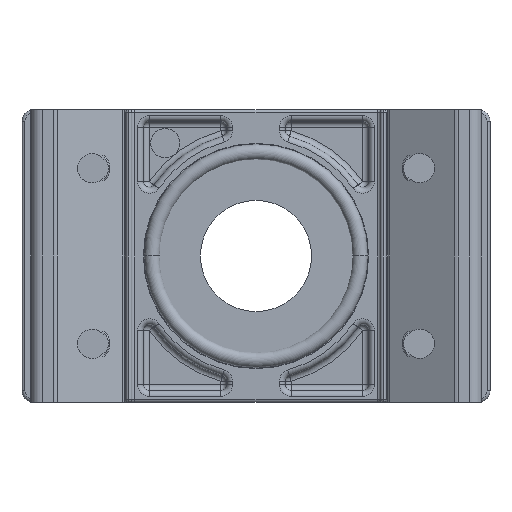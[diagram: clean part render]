
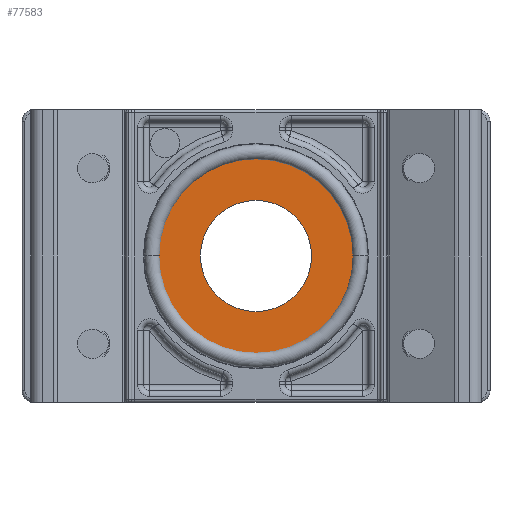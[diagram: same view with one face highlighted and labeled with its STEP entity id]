
A CAD part, front view. The second image highlights one B-rep face of the part: STEP entity #77583.
In plain terms, the highlighted planar face has unit normal (0, -1, 0).
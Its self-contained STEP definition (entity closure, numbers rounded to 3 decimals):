
#3594 = CARTESIAN_POINT ( 'NONE',  ( 0., -20., -16.75 ) ) ;
#3943 = DIRECTION ( 'NONE',  ( -1., 0., 0. ) ) ;
#6355 = AXIS2_PLACEMENT_3D ( 'NONE', #63070, #42763, #69924 ) ;
#8977 = EDGE_LOOP ( 'NONE', ( #31797, #74791 ) ) ;
#10759 = PLANE ( 'NONE',  #59483 ) ;
#16817 = CARTESIAN_POINT ( 'NONE',  ( 0., -20., 16.75 ) ) ;
#18626 = EDGE_LOOP ( 'NONE', ( #63839, #44679 ) ) ;
#20072 = CIRCLE ( 'NONE', #6355, 9.5 ) ;
#20914 = VERTEX_POINT ( 'NONE', #3594 ) ;
#22511 = CARTESIAN_POINT ( 'NONE',  ( 0., -20., 9.5 ) ) ;
#24064 = EDGE_CURVE ( 'NONE', #31722, #20914, #42420, .T. ) ;
#28085 = CIRCLE ( 'NONE', #62234, 16.75 ) ;
#30385 = FACE_BOUND ( 'NONE', #8977, .T. ) ;
#31722 = VERTEX_POINT ( 'NONE', #16817 ) ;
#31797 = ORIENTED_EDGE ( 'NONE', *, *, #66914, .T. ) ;
#32187 = DIRECTION ( 'NONE',  ( 0., 0., -1. ) ) ;
#38425 = EDGE_CURVE ( 'NONE', #20914, #31722, #28085, .T. ) ;
#38434 = CARTESIAN_POINT ( 'NONE',  ( 0., -20., 0. ) ) ;
#38706 = DIRECTION ( 'NONE',  ( 0., 1., 0. ) ) ;
#42420 = CIRCLE ( 'NONE', #51452, 16.75 ) ;
#42653 = DIRECTION ( 'NONE',  ( -1., 0., 0. ) ) ;
#42763 = DIRECTION ( 'NONE',  ( 0., 1., 0. ) ) ;
#43258 = CARTESIAN_POINT ( 'NONE',  ( 0., -20., -9.5 ) ) ;
#44679 = ORIENTED_EDGE ( 'NONE', *, *, #24064, .T. ) ;
#44810 = AXIS2_PLACEMENT_3D ( 'NONE', #69211, #76741, #42653 ) ;
#49304 = CARTESIAN_POINT ( 'NONE',  ( 0., -20., 0. ) ) ;
#51452 = AXIS2_PLACEMENT_3D ( 'NONE', #49304, #77460, #55607 ) ;
#53714 = FACE_OUTER_BOUND ( 'NONE', #18626, .T. ) ;
#55607 = DIRECTION ( 'NONE',  ( 0., 0., -1. ) ) ;
#59483 = AXIS2_PLACEMENT_3D ( 'NONE', #72138, #38706, #3943 ) ;
#62234 = AXIS2_PLACEMENT_3D ( 'NONE', #38434, #65276, #32187 ) ;
#62734 = VERTEX_POINT ( 'NONE', #43258 ) ;
#63070 = CARTESIAN_POINT ( 'NONE',  ( 0., -20., 0. ) ) ;
#63839 = ORIENTED_EDGE ( 'NONE', *, *, #38425, .T. ) ;
#65276 = DIRECTION ( 'NONE',  ( 0., -1., 0. ) ) ;
#65989 = CIRCLE ( 'NONE', #44810, 9.5 ) ;
#66914 = EDGE_CURVE ( 'NONE', #84701, #62734, #20072, .T. ) ;
#69211 = CARTESIAN_POINT ( 'NONE',  ( 0., -20., 0. ) ) ;
#69924 = DIRECTION ( 'NONE',  ( -1., 0., 0. ) ) ;
#72138 = CARTESIAN_POINT ( 'NONE',  ( -20.75, -20., 25. ) ) ;
#74791 = ORIENTED_EDGE ( 'NONE', *, *, #83748, .T. ) ;
#76741 = DIRECTION ( 'NONE',  ( 0., 1., 0. ) ) ;
#77460 = DIRECTION ( 'NONE',  ( 0., -1., 0. ) ) ;
#77583 = ADVANCED_FACE ( 'NONE', ( #30385, #53714 ), #10759, .F. ) ;
#83748 = EDGE_CURVE ( 'NONE', #62734, #84701, #65989, .T. ) ;
#84701 = VERTEX_POINT ( 'NONE', #22511 ) ;
